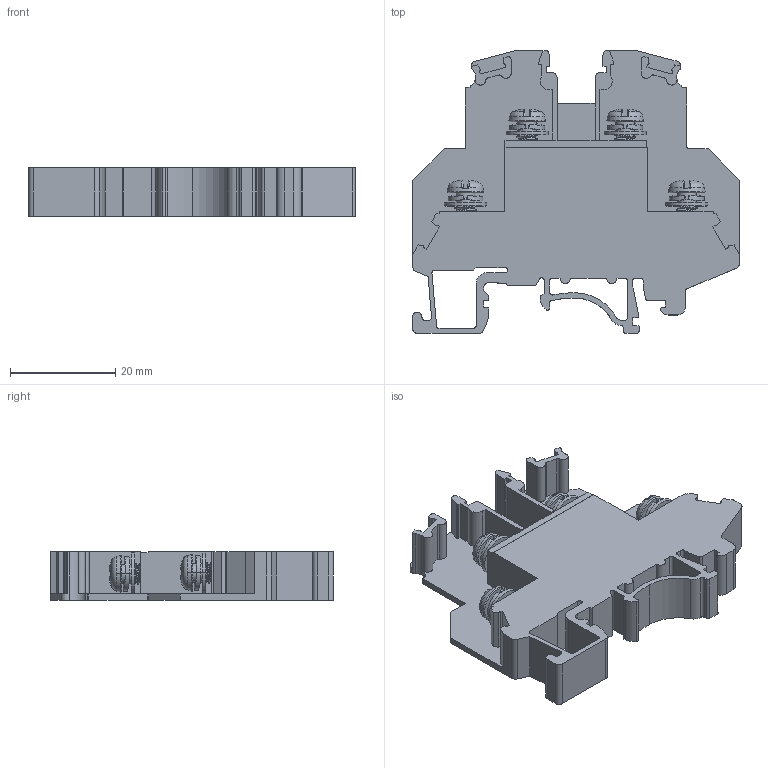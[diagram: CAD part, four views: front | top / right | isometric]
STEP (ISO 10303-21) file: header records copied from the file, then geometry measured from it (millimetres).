
FILE_DESCRIPTION((''),'2;1');
FILE_NAME('UBJ2-2_5_2-2_ASM','2023-11-06T',('dell'),(''),'PRO/ENGINEER BY PARAMETRIC TECHNOLOGY CORPORATION, 2013230','PRO/ENGINEER BY PARAMETRIC TECHNOLOGY CORPORATION, 2013230','');
FILE_SCHEMA(('AUTOMOTIVE_DESIGN { 1 0 10303 214 1 1 1 1 }'));
Length unit declared in the file: millimetre
Products named in the file (1): UBJ2-2_5_2-2_ASM
Bounding box: 62.05 x 53.69 x 9.2 mm (x, y, z)
Volume: 13632.1 mm3; surface area: 9959.5 mm2
Topology: 7 solids, 7 shells, 573 faces, 1665 edges, 1108 vertices
Faces by surface type: plane 225, cylinder 160, bspline 100, torus 48, cone 28, sphere 8, extrusion 4
Entity records: 27028 total; most frequent: CARTESIAN_POINT 12395, ORIENTED_EDGE 3314, DIRECTION 2745, EDGE_CURVE 1657, VERTEX_POINT 1108, AXIS2_PLACEMENT_3D 989, VECTOR 767, LINE 763
